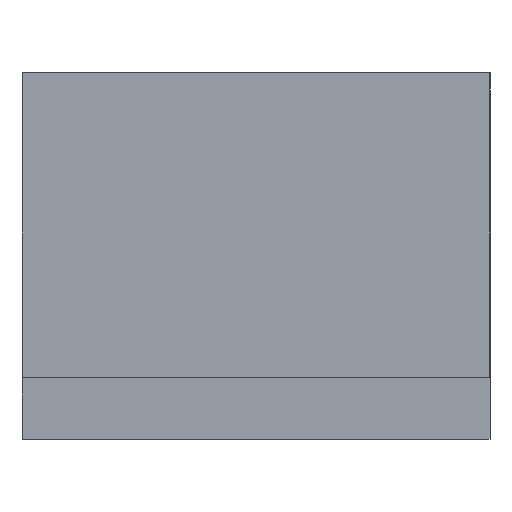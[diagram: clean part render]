
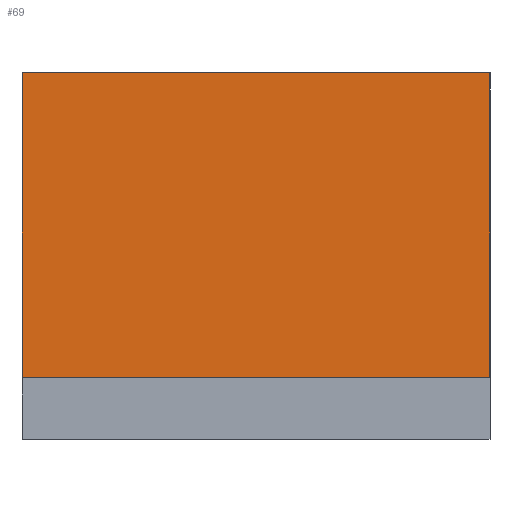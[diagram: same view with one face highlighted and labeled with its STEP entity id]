
A CAD part, left-side view. The second image highlights one B-rep face of the part: STEP entity #69.
In plain terms, the highlighted planar face has unit normal (-1, 0, 0).
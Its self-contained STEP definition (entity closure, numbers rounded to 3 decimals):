
#69=ADVANCED_FACE('NONE',(#139),#140,.T.);
#139=FACE_OUTER_BOUND('',#207,.T.);
#140=PLANE('',#208);
#207=EDGE_LOOP('',(#337,#338,#339,#340));
#208=AXIS2_PLACEMENT_3D('',#341,#342,#343);
#337=ORIENTED_EDGE('',*,*,#472,.T.);
#338=ORIENTED_EDGE('',*,*,#473,.F.);
#339=ORIENTED_EDGE('',*,*,#474,.F.);
#340=ORIENTED_EDGE('',*,*,#469,.T.);
#341=CARTESIAN_POINT('',(-16.0,20.,-10.0));
#342=DIRECTION('',(-1.0,0.0,0.0));
#343=DIRECTION('',(0.0,0.0,1.0));
#469=EDGE_CURVE('NONE',#571,#569,#572,.T.);
#472=EDGE_CURVE('NONE',#569,#575,#576,.T.);
#473=EDGE_CURVE('NONE',#577,#575,#578,.T.);
#474=EDGE_CURVE('NONE',#571,#577,#579,.T.);
#569=VERTEX_POINT('NONE',#715);
#571=VERTEX_POINT('NONE',#718);
#572=LINE('',#719,#720);
#575=VERTEX_POINT('NONE',#724);
#576=LINE('',#725,#726);
#577=VERTEX_POINT('NONE',#727);
#578=LINE('',#728,#729);
#579=LINE('',#730,#731);
#715=CARTESIAN_POINT('',(-16.0,-20.,-10.0));
#718=CARTESIAN_POINT('',(-16.0,20.,-10.0));
#719=CARTESIAN_POINT('',(-16.0,20.,-10.0));
#720=VECTOR('',#808,1000.0);
#724=CARTESIAN_POINT('',(-16.0,-20.,16.0));
#725=CARTESIAN_POINT('',(-16.0,-20.,5.563));
#726=VECTOR('',#810,1000.0);
#727=CARTESIAN_POINT('',(-16.0,20.,16.0));
#728=CARTESIAN_POINT('',(-16.0,20.,16.0));
#729=VECTOR('',#811,1000.0);
#730=CARTESIAN_POINT('',(-16.0,20.,5.563));
#731=VECTOR('',#812,1000.0);
#808=DIRECTION('',(0.0,-1.0,0.0));
#810=DIRECTION('',(0.0,0.0,1.0));
#811=DIRECTION('',(0.0,-1.0,0.0));
#812=DIRECTION('',(0.0,0.0,1.0));
